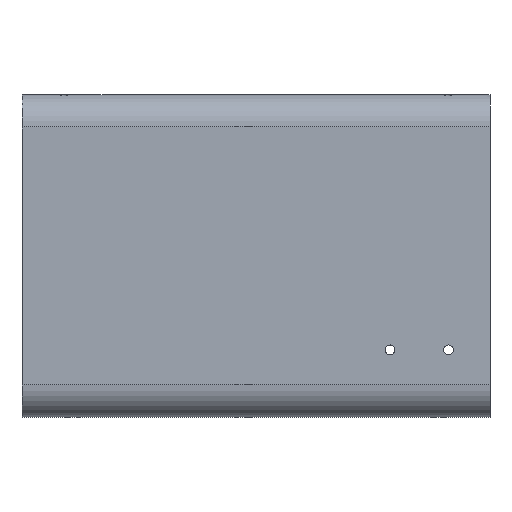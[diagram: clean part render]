
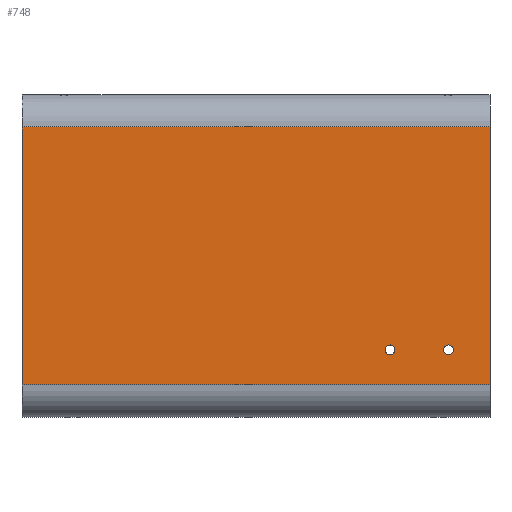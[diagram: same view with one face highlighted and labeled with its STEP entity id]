
A CAD part, top view. The second image highlights one B-rep face of the part: STEP entity #748.
In plain terms, the highlighted planar face has unit normal (0, 0, 1).
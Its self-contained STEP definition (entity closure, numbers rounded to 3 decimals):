
#25=FACE_BOUND('',#165,.T.);
#26=FACE_BOUND('',#166,.T.);
#55=PLANE('',#812);
#116=FACE_OUTER_BOUND('',#164,.T.);
#164=EDGE_LOOP('',(#679,#680,#681,#682));
#165=EDGE_LOOP('',(#683));
#166=EDGE_LOOP('',(#684));
#186=LINE('',#1483,#254);
#232=LINE('',#1585,#300);
#238=LINE('',#1598,#306);
#239=LINE('',#1600,#307);
#254=VECTOR('',#864,10.);
#300=VECTOR('',#958,10.);
#306=VECTOR('',#976,10.);
#307=VECTOR('',#979,10.);
#309=CIRCLE('',#766,3.75);
#311=CIRCLE('',#769,3.75);
#321=VERTEX_POINT('',#987);
#323=VERTEX_POINT('',#993);
#353=VERTEX_POINT('',#1476);
#355=VERTEX_POINT('',#1482);
#386=VERTEX_POINT('',#1577);
#387=VERTEX_POINT('',#1584);
#389=EDGE_CURVE('',#321,#321,#309,.T.);
#392=EDGE_CURVE('',#323,#323,#311,.T.);
#432=EDGE_CURVE('',#355,#353,#186,.T.);
#483=EDGE_CURVE('',#386,#387,#232,.T.);
#490=EDGE_CURVE('',#355,#386,#238,.T.);
#491=EDGE_CURVE('',#353,#387,#239,.T.);
#679=ORIENTED_EDGE('',*,*,#432,.T.);
#680=ORIENTED_EDGE('',*,*,#491,.T.);
#681=ORIENTED_EDGE('',*,*,#483,.F.);
#682=ORIENTED_EDGE('',*,*,#490,.F.);
#683=ORIENTED_EDGE('',*,*,#389,.T.);
#684=ORIENTED_EDGE('',*,*,#392,.T.);
#748=ADVANCED_FACE('',(#116,#25,#26),#55,.T.);
#766=AXIS2_PLACEMENT_3D('',#988,#819,#820);
#769=AXIS2_PLACEMENT_3D('',#994,#826,#827);
#812=AXIS2_PLACEMENT_3D('',#1599,#977,#978);
#819=DIRECTION('center_axis',(0.,0.,-1.));
#820=DIRECTION('ref_axis',(-1.,0.,0.));
#826=DIRECTION('center_axis',(0.,0.,-1.));
#827=DIRECTION('ref_axis',(-1.,0.,0.));
#864=DIRECTION('',(0.,-1.,0.));
#958=DIRECTION('',(0.,-1.,0.));
#976=DIRECTION('',(1.,0.,0.));
#977=DIRECTION('center_axis',(0.,0.,1.));
#978=DIRECTION('ref_axis',(0.,-1.,0.));
#979=DIRECTION('',(1.,0.,0.));
#987=CARTESIAN_POINT('',(109.45,-72.3,162.55));
#988=CARTESIAN_POINT('Origin',(105.7,-72.3,162.55));
#993=CARTESIAN_POINT('',(154.45,-72.3,162.55));
#994=CARTESIAN_POINT('Origin',(150.7,-72.3,162.55));
#1476=CARTESIAN_POINT('',(-177.7,-99.3,162.55));
#1482=CARTESIAN_POINT('',(-177.7,99.3,162.55));
#1483=CARTESIAN_POINT('',(-177.7,49.65,162.55));
#1577=CARTESIAN_POINT('',(182.7,99.3,162.55));
#1584=CARTESIAN_POINT('',(182.7,-99.3,162.55));
#1585=CARTESIAN_POINT('',(182.7,99.3,162.55));
#1598=CARTESIAN_POINT('',(0.,99.3,162.55));
#1599=CARTESIAN_POINT('Origin',(0.,99.3,162.55));
#1600=CARTESIAN_POINT('',(0.,-99.3,162.55));
